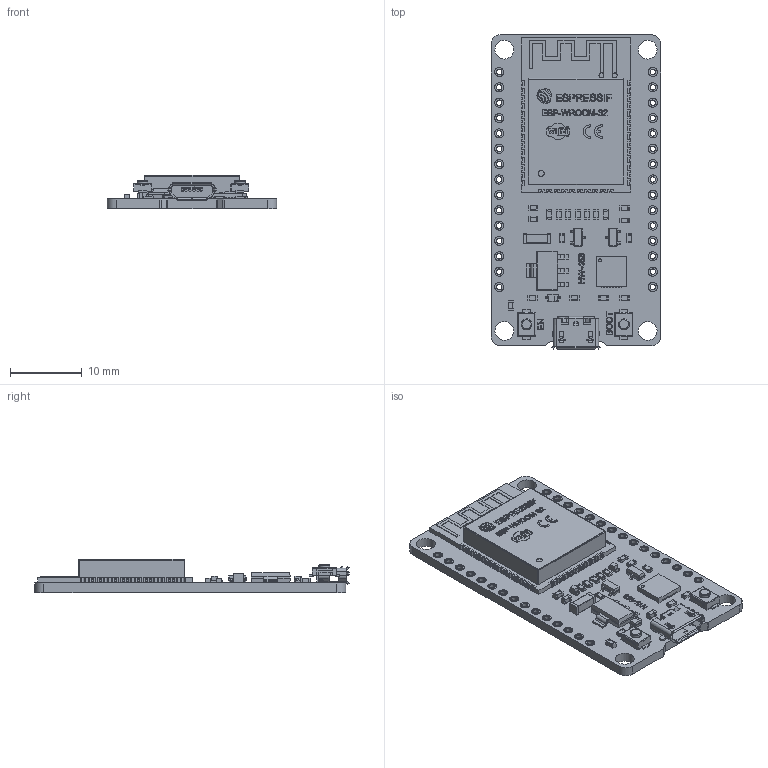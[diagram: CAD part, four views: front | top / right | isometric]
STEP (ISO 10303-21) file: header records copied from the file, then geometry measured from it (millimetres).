
FILE_DESCRIPTION(('FreeCAD Model'),'2;1');
FILE_NAME('Open CASCADE Shape Model','2025-05-02T08:19:50',('FreeCAD'),( 'FreeCAD'),'Open CASCADE STEP processor 7.6','FreeCAD','Unknown');
FILE_SCHEMA(('AUTOMOTIVE_DESIGN { 1 0 10303 214 1 1 1 1 }'));
Products named in the file (1): Open CASCADE STEP translator 7.6 1
Bounding box: 23.67 x 43.93 x 4.73 mm (x, y, z)
Volume: 1698.1 mm3; surface area: 4685.1 mm2
Topology: 172 solids, 212 shells, 4188 faces, 10856 edges, 7130 vertices
Faces by surface type: bspline 4188
Entity records: 123132 total; most frequent: CARTESIAN_POINT 57040, ORIENTED_EDGE 21664, EDGE_CURVE 10832, B_SPLINE_CURVE_WITH_KNOTS 9393, VERTEX_POINT 7130, FACE_BOUND 4470, EDGE_LOOP 4470, ADVANCED_FACE 4188
